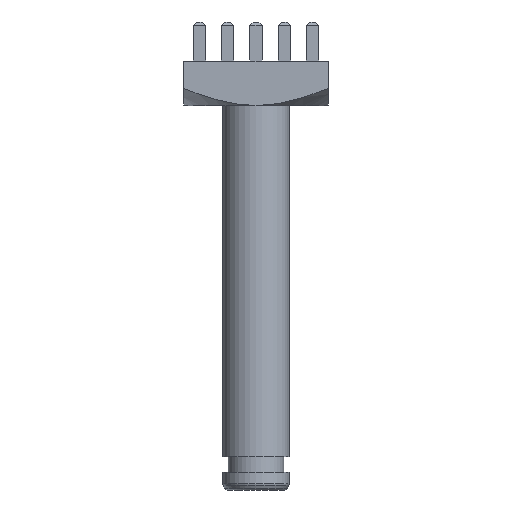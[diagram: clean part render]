
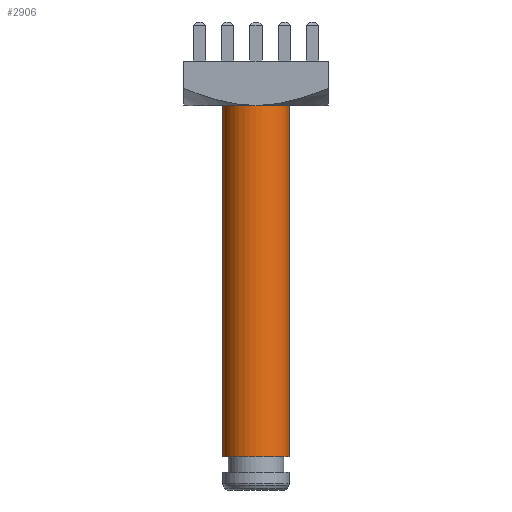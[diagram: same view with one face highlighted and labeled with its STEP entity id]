
A CAD part, front view. The second image highlights one B-rep face of the part: STEP entity #2906.
In plain terms, the highlighted cylindrical face has radius 3 mm (diameter 6 mm), a partial arc.
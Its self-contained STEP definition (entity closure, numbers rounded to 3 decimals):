
#611 = EDGE_LOOP ( 'NONE', ( #3067, #3061, #3062, #3066 ) ) ;
#1290 = VERTEX_POINT ( 'NONE', #6462 ) ;
#1542 = CARTESIAN_POINT ( 'NONE',  ( 3., 0., -31.5 ) ) ;
#1546 = LINE ( 'NONE', #1542, #2440 ) ;
#1551 = DIRECTION ( 'NONE',  ( 0., 0., 1. ) ) ;
#1555 = CARTESIAN_POINT ( 'NONE',  ( 0., 0., -31.5 ) ) ;
#1556 = DIRECTION ( 'NONE',  ( 0., 0., -1. ) ) ;
#1557 = DIRECTION ( 'NONE',  ( -1., 0., 0. ) ) ;
#1571 = LINE ( 'NONE', #1573, #2452 ) ;
#1573 = CARTESIAN_POINT ( 'NONE',  ( -3., 0., -31.5 ) ) ;
#1574 = DIRECTION ( 'NONE',  ( 0., 0., 1. ) ) ;
#1660 = CARTESIAN_POINT ( 'NONE',  ( 0., 0., 0. ) ) ;
#1661 = DIRECTION ( 'NONE',  ( 0., 0., -1. ) ) ;
#1662 = DIRECTION ( 'NONE',  ( -1., 0., 0. ) ) ;
#2440 = VECTOR ( 'NONE', #1551, 1000. ) ;
#2442 = CIRCLE ( 'NONE', #2446, 3. ) ;
#2446 = AXIS2_PLACEMENT_3D ( 'NONE', #1555, #1556, #1557 ) ;
#2452 = VECTOR ( 'NONE', #1574, 1000. ) ;
#2906 = ADVANCED_FACE ( 'NONE', ( #4478 ), #4481, .T. ) ;
#3061 = ORIENTED_EDGE ( 'NONE', *, *, #3496, .F. ) ;
#3062 = ORIENTED_EDGE ( 'NONE', *, *, #3495, .T. ) ;
#3066 = ORIENTED_EDGE ( 'NONE', *, *, #3531, .T. ) ;
#3067 = ORIENTED_EDGE ( 'NONE', *, *, #3502, .F. ) ;
#3192 = VERTEX_POINT ( 'NONE', #3860 ) ;
#3193 = VERTEX_POINT ( 'NONE', #3861 ) ;
#3194 = VERTEX_POINT ( 'NONE', #3862 ) ;
#3495 = EDGE_CURVE ( 'NONE', #3194, #3193, #1546, .T. ) ;
#3496 = EDGE_CURVE ( 'NONE', #3194, #1290, #2442, .T. ) ;
#3502 = EDGE_CURVE ( 'NONE', #1290, #3192, #1571, .T. ) ;
#3531 = EDGE_CURVE ( 'NONE', #3193, #3192, #3633, .T. ) ;
#3633 = CIRCLE ( 'NONE', #3638, 3. ) ;
#3638 = AXIS2_PLACEMENT_3D ( 'NONE', #1660, #1661, #1662 ) ;
#3860 = CARTESIAN_POINT ( 'NONE',  ( -3., 0., 0. ) ) ;
#3861 = CARTESIAN_POINT ( 'NONE',  ( 3., 0., 0. ) ) ;
#3862 = CARTESIAN_POINT ( 'NONE',  ( 3., 0., -31.5 ) ) ;
#4432 = DIRECTION ( 'NONE',  ( 0., 0., 1. ) ) ;
#4478 = FACE_OUTER_BOUND ( 'NONE', #611, .T. ) ;
#4479 = CARTESIAN_POINT ( 'NONE',  ( 0., 0., -31.5 ) ) ;
#4481 = CYLINDRICAL_SURFACE ( 'NONE', #4684, 3. ) ;
#4482 = DIRECTION ( 'NONE',  ( 1., 0., 0. ) ) ;
#4684 = AXIS2_PLACEMENT_3D ( 'NONE', #4479, #4432, #4482 ) ;
#6462 = CARTESIAN_POINT ( 'NONE',  ( -3., 0., -31.5 ) ) ;
